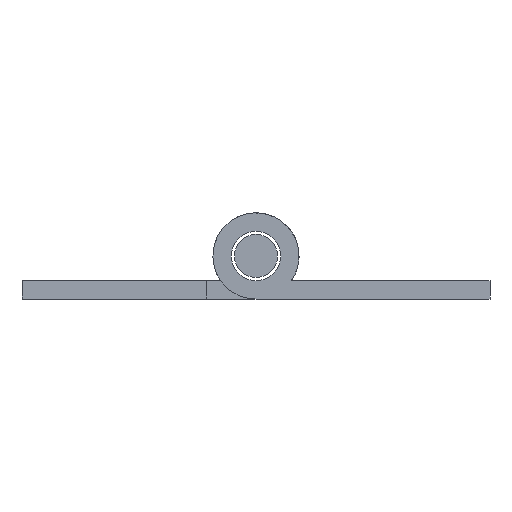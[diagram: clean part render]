
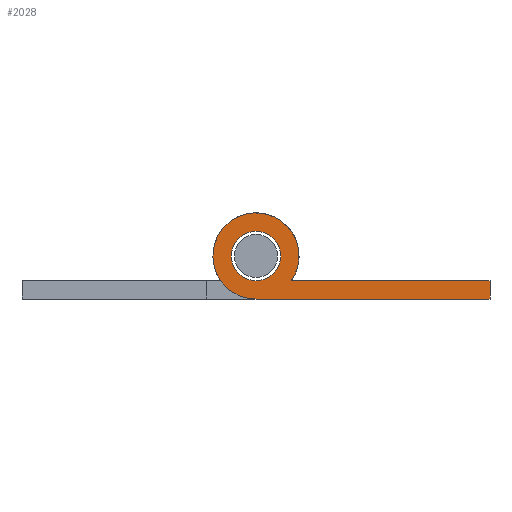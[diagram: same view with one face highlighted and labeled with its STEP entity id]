
A CAD part, front view. The second image highlights one B-rep face of the part: STEP entity #2028.
In plain terms, the highlighted planar face has unit normal (0, -1, 0).
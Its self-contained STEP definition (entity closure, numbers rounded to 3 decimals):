
#1640 = VERTEX_POINT ( 'NONE', #6474 ) ;
#1696 = EDGE_CURVE ( 'NONE', #1697, #1640, #6629, .T. ) ;
#1697 = VERTEX_POINT ( 'NONE', #6625 ) ;
#1970 = EDGE_CURVE ( 'NONE', #1971, #1972, #7157, .T. ) ;
#1971 = VERTEX_POINT ( 'NONE', #7148 ) ;
#1972 = VERTEX_POINT ( 'NONE', #7147 ) ;
#2005 = EDGE_CURVE ( 'NONE', #1972, #2087, #7211, .T. ) ;
#2006 = ORIENTED_EDGE ( 'NONE', *, *, #1970, .F. ) ;
#2007 = ORIENTED_EDGE ( 'NONE', *, *, #2008, .F. ) ;
#2008 = EDGE_CURVE ( 'NONE', #2088, #1971, #7207, .T. ) ;
#2009 = EDGE_LOOP ( 'NONE', ( #2010, #2011 ) ) ;
#2010 = ORIENTED_EDGE ( 'NONE', *, *, #1696, .T. ) ;
#2011 = ORIENTED_EDGE ( 'NONE', *, *, #2013, .T. ) ;
#2013 = EDGE_CURVE ( 'NONE', #1640, #1697, #7266, .T. ) ;
#2028 = ADVANCED_FACE ( 'NONE', ( #7235, #7299 ), #7298, .F. ) ;
#2029 = EDGE_LOOP ( 'NONE', ( #2085, #2089, #2006, #2007 ) ) ;
#2085 = ORIENTED_EDGE ( 'NONE', *, *, #2086, .F. ) ;
#2086 = EDGE_CURVE ( 'NONE', #2087, #2088, #7392, .T. ) ;
#2087 = VERTEX_POINT ( 'NONE', #7388 ) ;
#2088 = VERTEX_POINT ( 'NONE', #7387 ) ;
#2089 = ORIENTED_EDGE ( 'NONE', *, *, #2005, .F. ) ;
#6474 = CARTESIAN_POINT ( 'NONE',  ( 0., -500., 2. ) ) ;
#6625 = CARTESIAN_POINT ( 'NONE',  ( 0., -500., -2. ) ) ;
#6626 = DIRECTION ( 'NONE',  ( 0., 0., 1. ) ) ;
#6627 = DIRECTION ( 'NONE',  ( 0., 1., 0. ) ) ;
#6628 = AXIS2_PLACEMENT_3D ( 'NONE', #6635, #6627, #6626 ) ;
#6629 = CIRCLE ( 'NONE', #6628, 2. ) ;
#6635 = CARTESIAN_POINT ( 'NONE',  ( 0., -500., 0. ) ) ;
#7147 = CARTESIAN_POINT ( 'NONE',  ( 2.872, -500., -2. ) ) ;
#7148 = CARTESIAN_POINT ( 'NONE',  ( 0., -500., -3.5 ) ) ;
#7149 = DIRECTION ( 'NONE',  ( 0., 0., 1. ) ) ;
#7150 = DIRECTION ( 'NONE',  ( 0., 1., 0. ) ) ;
#7151 = CARTESIAN_POINT ( 'NONE',  ( 0., -500., 0. ) ) ;
#7152 = AXIS2_PLACEMENT_3D ( 'NONE', #7151, #7150, #7149 ) ;
#7157 = CIRCLE ( 'NONE', #7152, 3.5 ) ;
#7206 = CARTESIAN_POINT ( 'NONE',  ( 0., -500., -3.5 ) ) ;
#7207 = LINE ( 'NONE', #7206, #7268 ) ;
#7208 = DIRECTION ( 'NONE',  ( 1., 0., 0. ) ) ;
#7209 = VECTOR ( 'NONE', #7208, 1000. ) ;
#7210 = CARTESIAN_POINT ( 'NONE',  ( 19., -500., -2. ) ) ;
#7211 = LINE ( 'NONE', #7210, #7209 ) ;
#7235 = FACE_OUTER_BOUND ( 'NONE', #2029, .T. ) ;
#7262 = DIRECTION ( 'NONE',  ( 0., 0., 1. ) ) ;
#7263 = DIRECTION ( 'NONE',  ( 0., 1., 0. ) ) ;
#7264 = CARTESIAN_POINT ( 'NONE',  ( 0., -500., 0. ) ) ;
#7265 = AXIS2_PLACEMENT_3D ( 'NONE', #7264, #7263, #7262 ) ;
#7266 = CIRCLE ( 'NONE', #7265, 2. ) ;
#7267 = DIRECTION ( 'NONE',  ( -1., 0., 0. ) ) ;
#7268 = VECTOR ( 'NONE', #7267, 1000. ) ;
#7294 = DIRECTION ( 'NONE',  ( 0., 0., 1. ) ) ;
#7295 = DIRECTION ( 'NONE',  ( 0., 1., 0. ) ) ;
#7296 = CARTESIAN_POINT ( 'NONE',  ( 0., -500., 0. ) ) ;
#7297 = AXIS2_PLACEMENT_3D ( 'NONE', #7296, #7295, #7294 ) ;
#7298 = PLANE ( 'NONE',  #7297 ) ;
#7299 = FACE_BOUND ( 'NONE', #2009, .T. ) ;
#7387 = CARTESIAN_POINT ( 'NONE',  ( 19., -500., -3.5 ) ) ;
#7388 = CARTESIAN_POINT ( 'NONE',  ( 19., -500., -2. ) ) ;
#7389 = DIRECTION ( 'NONE',  ( 0., 0., -1. ) ) ;
#7390 = VECTOR ( 'NONE', #7389, 1000. ) ;
#7391 = CARTESIAN_POINT ( 'NONE',  ( 19., -500., -3.5 ) ) ;
#7392 = LINE ( 'NONE', #7391, #7390 ) ;
